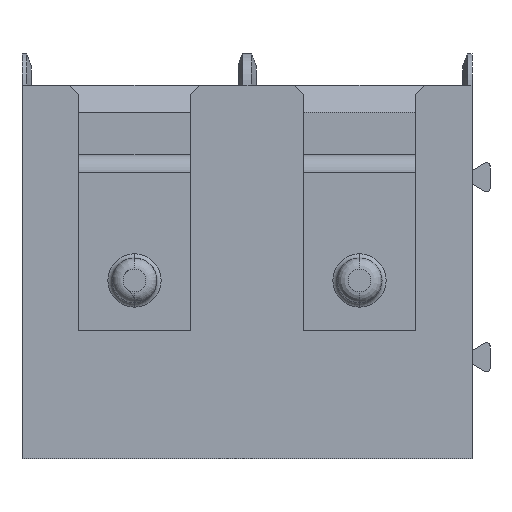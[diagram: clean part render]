
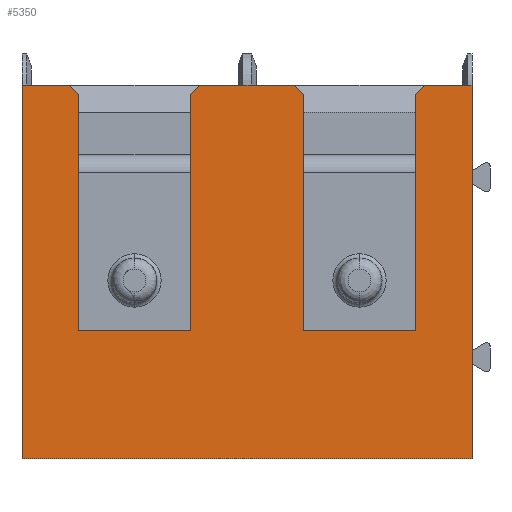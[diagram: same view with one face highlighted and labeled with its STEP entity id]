
A CAD part, front view. The second image highlights one B-rep face of the part: STEP entity #5350.
In plain terms, the highlighted planar face has unit normal (0, -1, 0).
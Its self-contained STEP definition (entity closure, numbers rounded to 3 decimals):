
#5298 = EDGE_CURVE('',#5299,#5301,#5303,.T.);
#5299 = VERTEX_POINT('',#5300);
#5300 = CARTESIAN_POINT('',(-2.5,-5.7,6.8));
#5301 = VERTEX_POINT('',#5302);
#5302 = CARTESIAN_POINT('',(-1.45,-5.7,6.8));
#5303 = LINE('',#5304,#5305);
#5304 = CARTESIAN_POINT('',(-2.5,-5.7,6.8));
#5305 = VECTOR('',#5306,1.);
#5306 = DIRECTION('',(1.,0.,0.));
#5350 = ADVANCED_FACE('',(#5351),#5472,.T.);
#5351 = FACE_BOUND('',#5352,.T.);
#5352 = EDGE_LOOP('',(#5353,#5363,#5371,#5379,#5387,#5395,#5401,#5402,
    #5410,#5418,#5426,#5434,#5442,#5450,#5458,#5466));
#5353 = ORIENTED_EDGE('',*,*,#5354,.F.);
#5354 = EDGE_CURVE('',#5355,#5357,#5359,.T.);
#5355 = VERTEX_POINT('',#5356);
#5356 = CARTESIAN_POINT('',(1.45,-5.7,6.8));
#5357 = VERTEX_POINT('',#5358);
#5358 = CARTESIAN_POINT('',(3.55,-5.7,6.8));
#5359 = LINE('',#5360,#5361);
#5360 = CARTESIAN_POINT('',(-2.5,-5.7,6.8));
#5361 = VECTOR('',#5362,1.);
#5362 = DIRECTION('',(1.,0.,0.));
#5363 = ORIENTED_EDGE('',*,*,#5364,.T.);
#5364 = EDGE_CURVE('',#5355,#5365,#5367,.T.);
#5365 = VERTEX_POINT('',#5366);
#5366 = CARTESIAN_POINT('',(1.25,-5.7,6.6));
#5367 = LINE('',#5368,#5369);
#5368 = CARTESIAN_POINT('',(-4.125,-5.7,1.225));
#5369 = VECTOR('',#5370,1.);
#5370 = DIRECTION('',(-0.707,0.,-0.707
    ));
#5371 = ORIENTED_EDGE('',*,*,#5372,.T.);
#5372 = EDGE_CURVE('',#5365,#5373,#5375,.T.);
#5373 = VERTEX_POINT('',#5374);
#5374 = CARTESIAN_POINT('',(1.25,-5.7,1.35));
#5375 = LINE('',#5376,#5377);
#5376 = CARTESIAN_POINT('',(1.25,-5.7,1.35));
#5377 = VECTOR('',#5378,1.);
#5378 = DIRECTION('',(-0.,0.,-1.));
#5379 = ORIENTED_EDGE('',*,*,#5380,.F.);
#5380 = EDGE_CURVE('',#5381,#5373,#5383,.T.);
#5381 = VERTEX_POINT('',#5382);
#5382 = CARTESIAN_POINT('',(-1.25,-5.7,1.35));
#5383 = LINE('',#5384,#5385);
#5384 = CARTESIAN_POINT('',(-1.25,-5.7,1.35));
#5385 = VECTOR('',#5386,1.);
#5386 = DIRECTION('',(1.,-0.,-0.));
#5387 = ORIENTED_EDGE('',*,*,#5388,.F.);
#5388 = EDGE_CURVE('',#5389,#5381,#5391,.T.);
#5389 = VERTEX_POINT('',#5390);
#5390 = CARTESIAN_POINT('',(-1.25,-5.7,6.6));
#5391 = LINE('',#5392,#5393);
#5392 = CARTESIAN_POINT('',(-1.25,-5.7,1.35));
#5393 = VECTOR('',#5394,1.);
#5394 = DIRECTION('',(-0.,0.,-1.));
#5395 = ORIENTED_EDGE('',*,*,#5396,.T.);
#5396 = EDGE_CURVE('',#5389,#5301,#5397,.T.);
#5397 = LINE('',#5398,#5399);
#5398 = CARTESIAN_POINT('',(1.625,-5.7,3.725));
#5399 = VECTOR('',#5400,1.);
#5400 = DIRECTION('',(-0.707,0.,0.707
    ));
#5401 = ORIENTED_EDGE('',*,*,#5298,.F.);
#5402 = ORIENTED_EDGE('',*,*,#5403,.T.);
#5403 = EDGE_CURVE('',#5299,#5404,#5406,.T.);
#5404 = VERTEX_POINT('',#5405);
#5405 = CARTESIAN_POINT('',(-2.5,-5.7,-1.5));
#5406 = LINE('',#5407,#5408);
#5407 = CARTESIAN_POINT('',(-2.5,-5.7,-0.4));
#5408 = VECTOR('',#5409,1.);
#5409 = DIRECTION('',(-0.,0.,-1.));
#5410 = ORIENTED_EDGE('',*,*,#5411,.T.);
#5411 = EDGE_CURVE('',#5404,#5412,#5414,.T.);
#5412 = VERTEX_POINT('',#5413);
#5413 = CARTESIAN_POINT('',(7.5,-5.7,-1.5));
#5414 = LINE('',#5415,#5416);
#5415 = CARTESIAN_POINT('',(-13.998,-5.7,-1.5));
#5416 = VECTOR('',#5417,1.);
#5417 = DIRECTION('',(1.,0.,0.));
#5418 = ORIENTED_EDGE('',*,*,#5419,.T.);
#5419 = EDGE_CURVE('',#5412,#5420,#5422,.T.);
#5420 = VERTEX_POINT('',#5421);
#5421 = CARTESIAN_POINT('',(7.5,-5.7,6.8));
#5422 = LINE('',#5423,#5424);
#5423 = CARTESIAN_POINT('',(7.5,-5.7,0.));
#5424 = VECTOR('',#5425,1.);
#5425 = DIRECTION('',(-0.,-0.,1.));
#5426 = ORIENTED_EDGE('',*,*,#5427,.F.);
#5427 = EDGE_CURVE('',#5428,#5420,#5430,.T.);
#5428 = VERTEX_POINT('',#5429);
#5429 = CARTESIAN_POINT('',(6.45,-5.7,6.8));
#5430 = LINE('',#5431,#5432);
#5431 = CARTESIAN_POINT('',(2.5,-5.7,6.8));
#5432 = VECTOR('',#5433,1.);
#5433 = DIRECTION('',(1.,0.,0.));
#5434 = ORIENTED_EDGE('',*,*,#5435,.T.);
#5435 = EDGE_CURVE('',#5428,#5436,#5438,.T.);
#5436 = VERTEX_POINT('',#5437);
#5437 = CARTESIAN_POINT('',(6.25,-5.7,6.6));
#5438 = LINE('',#5439,#5440);
#5439 = CARTESIAN_POINT('',(0.875,-5.7,1.225));
#5440 = VECTOR('',#5441,1.);
#5441 = DIRECTION('',(-0.707,0.,-0.707
    ));
#5442 = ORIENTED_EDGE('',*,*,#5443,.T.);
#5443 = EDGE_CURVE('',#5436,#5444,#5446,.T.);
#5444 = VERTEX_POINT('',#5445);
#5445 = CARTESIAN_POINT('',(6.25,-5.7,1.35));
#5446 = LINE('',#5447,#5448);
#5447 = CARTESIAN_POINT('',(6.25,-5.7,1.35));
#5448 = VECTOR('',#5449,1.);
#5449 = DIRECTION('',(-0.,0.,-1.));
#5450 = ORIENTED_EDGE('',*,*,#5451,.F.);
#5451 = EDGE_CURVE('',#5452,#5444,#5454,.T.);
#5452 = VERTEX_POINT('',#5453);
#5453 = CARTESIAN_POINT('',(3.75,-5.7,1.35));
#5454 = LINE('',#5455,#5456);
#5455 = CARTESIAN_POINT('',(3.75,-5.7,1.35));
#5456 = VECTOR('',#5457,1.);
#5457 = DIRECTION('',(1.,-0.,-0.));
#5458 = ORIENTED_EDGE('',*,*,#5459,.F.);
#5459 = EDGE_CURVE('',#5460,#5452,#5462,.T.);
#5460 = VERTEX_POINT('',#5461);
#5461 = CARTESIAN_POINT('',(3.75,-5.7,6.6));
#5462 = LINE('',#5463,#5464);
#5463 = CARTESIAN_POINT('',(3.75,-5.7,1.35));
#5464 = VECTOR('',#5465,1.);
#5465 = DIRECTION('',(-0.,0.,-1.));
#5466 = ORIENTED_EDGE('',*,*,#5467,.T.);
#5467 = EDGE_CURVE('',#5460,#5357,#5468,.T.);
#5468 = LINE('',#5469,#5470);
#5469 = CARTESIAN_POINT('',(6.625,-5.7,3.725));
#5470 = VECTOR('',#5471,1.);
#5471 = DIRECTION('',(-0.707,0.,0.707
    ));
#5472 = PLANE('',#5473);
#5473 = AXIS2_PLACEMENT_3D('',#5474,#5475,#5476);
#5474 = CARTESIAN_POINT('',(-2.5,-5.7,-0.4));
#5475 = DIRECTION('',(0.,-1.,0.));
#5476 = DIRECTION('',(0.,0.,-1.));
